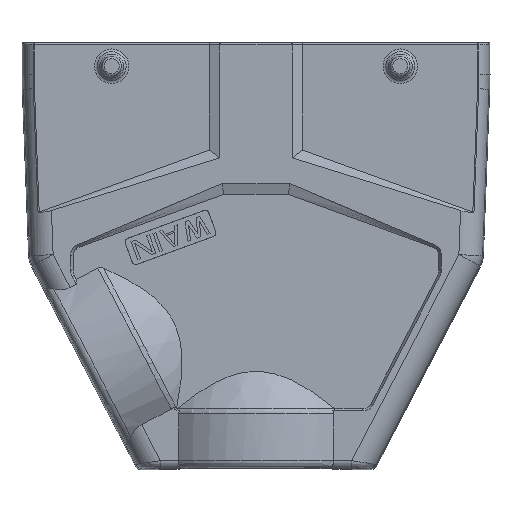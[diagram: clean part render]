
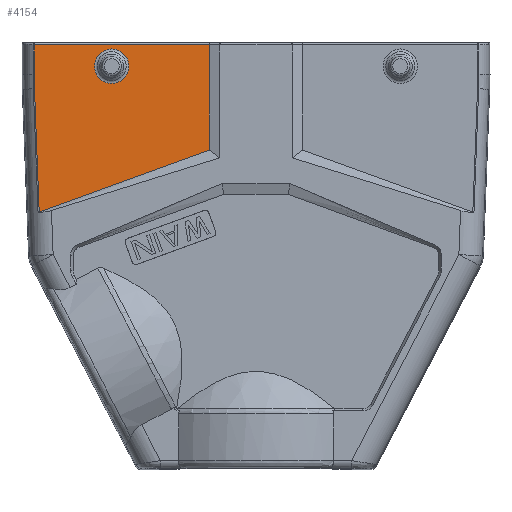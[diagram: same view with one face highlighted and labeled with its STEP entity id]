
A CAD part, top view. The second image highlights one B-rep face of the part: STEP entity #4154.
In plain terms, the highlighted planar face has unit normal (0, 0, 1).
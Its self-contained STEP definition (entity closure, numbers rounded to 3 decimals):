
#3640=B_SPLINE_CURVE_WITH_KNOTS('',3,(#14878,#14879,#14880,#14881,#14882,
#14883,#14884),.UNSPECIFIED.,.F.,.F.,(4,3,4),(0.,0.5,1.),
 .UNSPECIFIED.);
#3815=FACE_BOUND('',#5251,.T.);
#3816=FACE_BOUND('',#5252,.T.);
#3933=CIRCLE('',#10951,4.414);
#4154=ADVANCED_FACE('',(#3815,#3816),#4544,.T.);
#4544=PLANE('',#10958);
#5251=EDGE_LOOP('',(#6019));
#5252=EDGE_LOOP('',(#6020,#6021,#6022,#6023,#6024,#6025));
#6019=ORIENTED_EDGE('',*,*,#8711,.T.);
#6020=ORIENTED_EDGE('',*,*,#8714,.T.);
#6021=ORIENTED_EDGE('',*,*,#8722,.T.);
#6022=ORIENTED_EDGE('',*,*,#8723,.T.);
#6023=ORIENTED_EDGE('',*,*,#8724,.F.);
#6024=ORIENTED_EDGE('',*,*,#8716,.F.);
#6025=ORIENTED_EDGE('',*,*,#8720,.T.);
#7970=VERTEX_POINT('',#14855);
#7973=VERTEX_POINT('',#14864);
#7974=VERTEX_POINT('',#14866);
#7975=VERTEX_POINT('',#14870);
#7976=VERTEX_POINT('',#14871);
#7979=VERTEX_POINT('',#14905);
#7980=VERTEX_POINT('',#14907);
#8711=EDGE_CURVE('',#7970,#7970,#3933,.T.);
#8714=EDGE_CURVE('',#7974,#7973,#9654,.T.);
#8716=EDGE_CURVE('',#7975,#7976,#9655,.T.);
#8720=EDGE_CURVE('',#7975,#7974,#3640,.T.);
#8722=EDGE_CURVE('',#7973,#7979,#9657,.T.);
#8723=EDGE_CURVE('',#7979,#7980,#9658,.T.);
#8724=EDGE_CURVE('',#7976,#7980,#9659,.T.);
#9654=LINE('',#14865,#10278);
#9655=LINE('',#14869,#10279);
#9657=LINE('',#14904,#10281);
#9658=LINE('',#14906,#10282);
#9659=LINE('',#14908,#10283);
#10278=VECTOR('',#11902,1.);
#10279=VECTOR('',#11907,1.);
#10281=VECTOR('',#11915,1.);
#10282=VECTOR('',#11916,1.);
#10283=VECTOR('',#11917,1.);
#10951=AXIS2_PLACEMENT_3D('',#14854,#11897,#11898);
#10958=AXIS2_PLACEMENT_3D('',#14909,#11918,#11919);
#11897=DIRECTION('',(0.,0.,-1.));
#11898=DIRECTION('',(1.,0.,0.));
#11902=DIRECTION('',(0.038,-0.999,0.));
#11907=DIRECTION('',(0.,1.,0.));
#11915=DIRECTION('',(0.94,0.342,0.));
#11916=DIRECTION('',(0.,1.,0.));
#11917=DIRECTION('',(1.,0.,0.));
#11918=DIRECTION('',(0.,0.,1.));
#11919=DIRECTION('',(1.,0.,0.));
#14854=CARTESIAN_POINT('',(-147.,48.,21.5));
#14855=CARTESIAN_POINT('',(-142.586,48.,21.5));
#14864=CARTESIAN_POINT('',(-165.602,10.63,21.5));
#14865=CARTESIAN_POINT('',(-166.813,42.486,21.5));
#14866=CARTESIAN_POINT('',(-166.803,42.214,21.5));
#14869=CARTESIAN_POINT('',(-166.873,-41.877,21.5));
#14870=CARTESIAN_POINT('',(-166.873,45.907,21.5));
#14871=CARTESIAN_POINT('',(-166.873,53.453,21.5));
#14878=CARTESIAN_POINT('',(-166.873,45.907,21.5));
#14879=CARTESIAN_POINT('',(-166.873,45.291,21.5));
#14880=CARTESIAN_POINT('',(-166.868,44.676,21.5));
#14881=CARTESIAN_POINT('',(-166.856,44.061,21.5));
#14882=CARTESIAN_POINT('',(-166.844,43.445,21.5));
#14883=CARTESIAN_POINT('',(-166.827,42.829,21.5));
#14884=CARTESIAN_POINT('',(-166.803,42.214,21.5));
#14904=CARTESIAN_POINT('',(-165.602,10.63,21.5));
#14905=CARTESIAN_POINT('',(-122.,26.5,21.5));
#14906=CARTESIAN_POINT('',(-122.,-41.877,21.5));
#14907=CARTESIAN_POINT('',(-122.,53.453,21.5));
#14908=CARTESIAN_POINT('',(-131.549,53.453,21.5));
#14909=CARTESIAN_POINT('',(-131.549,-41.877,21.5));
